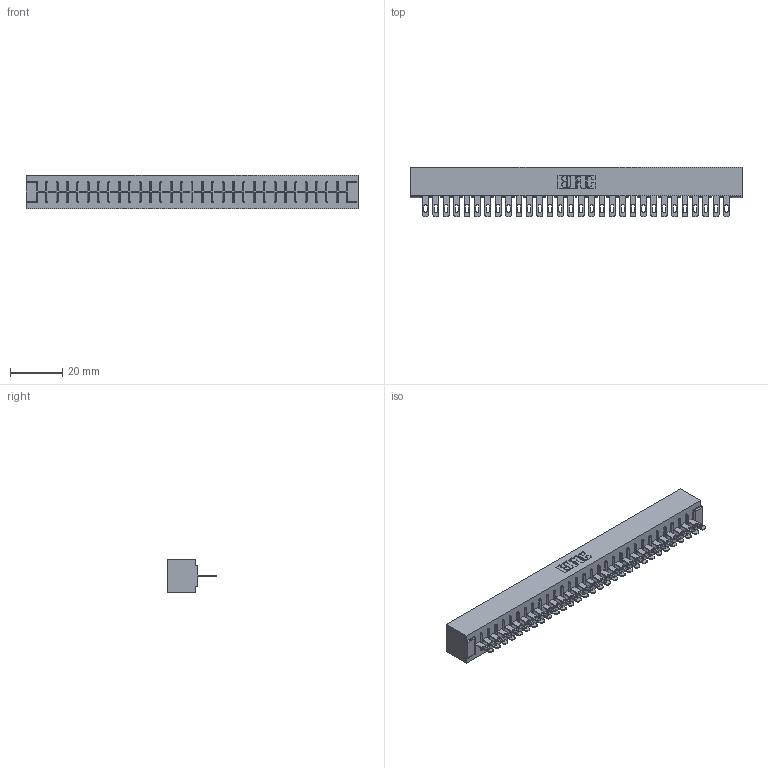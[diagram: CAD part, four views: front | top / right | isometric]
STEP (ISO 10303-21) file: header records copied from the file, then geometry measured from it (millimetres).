
FILE_DESCRIPTION (( 'STEP AP203' ), '1' );
FILE_NAME ('356-030-400-101.STEP', '2020-09-23T20:17:58', ( '' ), ( '' ), 'SwSTEP 2.0', 'SolidWorks 2020', '' );
FILE_SCHEMA (( 'CONFIG_CONTROL_DESIGN' ));
Length unit declared in the file: inch
Products named in the file (3): 306 Part_No Mounting; 356-030-400-101; 306-290-001_100
Assembly tree (31 placements, depth 2):
  356-030-400-101
    306 Part_No Mounting
    306-290-001_100  x30
Bounding box: 126.75 x 18.87 x 12.7 mm (x, y, z)
Volume: 14580.4 mm3; surface area: 15509.3 mm2
Topology: 31 solids, 31 shells, 2388 faces, 6742 edges, 4332 vertices
Faces by surface type: plane 1564, cylinder 704, sphere 120
Entity records: 29417 total; most frequent: CARTESIAN_POINT 4937, ORIENTED_EDGE 4892, DIRECTION 4870, EDGE_CURVE 2446, LINE 1908, VECTOR 1908, VERTEX_POINT 1548, AXIS2_PLACEMENT_3D 1481
